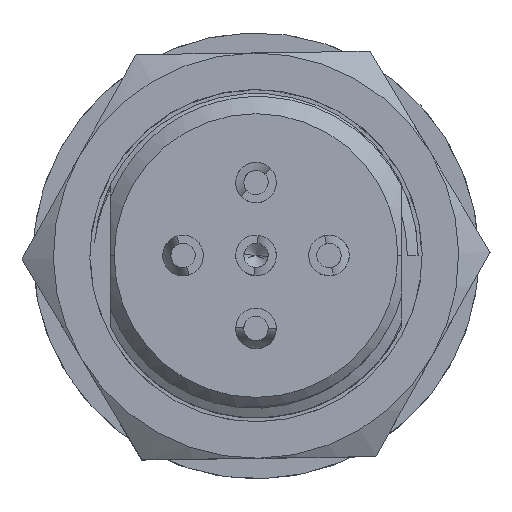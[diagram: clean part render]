
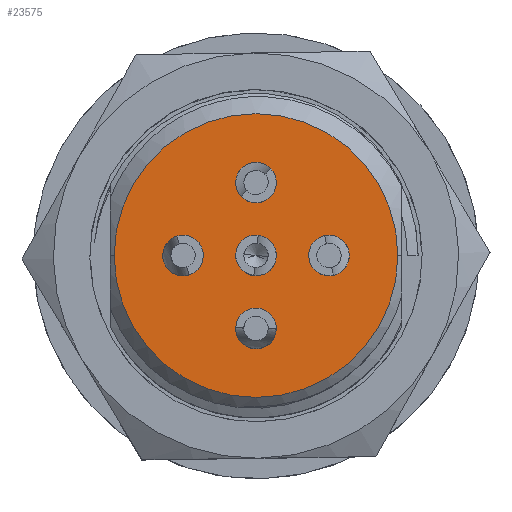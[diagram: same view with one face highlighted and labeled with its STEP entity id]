
A CAD part, top view. The second image highlights one B-rep face of the part: STEP entity #23575.
In plain terms, the highlighted planar face has unit normal (0, 0, 1).
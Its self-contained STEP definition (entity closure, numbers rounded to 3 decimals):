
#667 = CARTESIAN_POINT ( 'NONE',  ( -1.324, 0.154, 0. ) ) ;
#805 = VERTEX_POINT ( 'NONE', #32329 ) ;
#1462 = EDGE_LOOP ( 'NONE', ( #26894, #28291 ) ) ;
#1695 = CARTESIAN_POINT ( 'NONE',  ( 0.339, 1.433, 0. ) ) ;
#1813 = CARTESIAN_POINT ( 'NONE',  ( 1.8, 0., 0. ) ) ;
#1988 = CARTESIAN_POINT ( 'NONE',  ( 0., 1.8, 0. ) ) ;
#2178 = AXIS2_PLACEMENT_3D ( 'NONE', #31258, #10725, #10549 ) ;
#2588 = VERTEX_POINT ( 'NONE', #2825 ) ;
#2744 = AXIS2_PLACEMENT_3D ( 'NONE', #28116, #18263, #27969 ) ;
#2825 = CARTESIAN_POINT ( 'NONE',  ( -0.339, 2.167, 0. ) ) ;
#3008 = FACE_BOUND ( 'NONE', #27054, .T. ) ;
#3339 = EDGE_CURVE ( 'NONE', #10214, #13254, #19600, .T. ) ;
#4060 = EDGE_LOOP ( 'NONE', ( #20945, #12771 ) ) ;
#4348 = CIRCLE ( 'NONE', #18799, 0.5 ) ;
#4902 = ORIENTED_EDGE ( 'NONE', *, *, #26629, .T. ) ;
#5016 = DIRECTION ( 'NONE',  ( 1., 0., 0. ) ) ;
#5317 = CIRCLE ( 'NONE', #24000, 3.5 ) ;
#5813 = AXIS2_PLACEMENT_3D ( 'NONE', #15112, #22923, #25446 ) ;
#6113 = EDGE_CURVE ( 'NONE', #2588, #16010, #9776, .T. ) ;
#6273 = AXIS2_PLACEMENT_3D ( 'NONE', #28768, #24070, #29254 ) ;
#6365 = CIRCLE ( 'NONE', #11708, 0.5 ) ;
#7243 = EDGE_LOOP ( 'NONE', ( #13597, #4902 ) ) ;
#7347 = DIRECTION ( 'NONE',  ( 1., 0., 0. ) ) ;
#8018 = DIRECTION ( 'NONE',  ( 1., 0., 0. ) ) ;
#8610 = ORIENTED_EDGE ( 'NONE', *, *, #13728, .T. ) ;
#8622 = DIRECTION ( 'NONE',  ( 0., 0., -1. ) ) ;
#9107 = VERTEX_POINT ( 'NONE', #24873 ) ;
#9776 = CIRCLE ( 'NONE', #28465, 0.5 ) ;
#9785 = AXIS2_PLACEMENT_3D ( 'NONE', #1988, #17741, #5016 ) ;
#10214 = VERTEX_POINT ( 'NONE', #21490 ) ;
#10508 = ORIENTED_EDGE ( 'NONE', *, *, #27543, .F. ) ;
#10510 = DIRECTION ( 'NONE',  ( 1., 0., 0. ) ) ;
#10532 = AXIS2_PLACEMENT_3D ( 'NONE', #29368, #21646, #22312 ) ;
#10549 = DIRECTION ( 'NONE',  ( 1., 0., 0. ) ) ;
#10725 = DIRECTION ( 'NONE',  ( 0., 0., 1. ) ) ;
#10905 = EDGE_CURVE ( 'NONE', #9107, #18110, #26760, .T. ) ;
#11023 = DIRECTION ( 'NONE',  ( 0., 0., -1. ) ) ;
#11370 = VERTEX_POINT ( 'NONE', #14758 ) ;
#11708 = AXIS2_PLACEMENT_3D ( 'NONE', #28743, #11023, #18224 ) ;
#12199 = EDGE_CURVE ( 'NONE', #18110, #9107, #25793, .T. ) ;
#12368 = EDGE_CURVE ( 'NONE', #16010, #2588, #17828, .T. ) ;
#12771 = ORIENTED_EDGE ( 'NONE', *, *, #3339, .T. ) ;
#13038 = CARTESIAN_POINT ( 'NONE',  ( 0., 0., 0. ) ) ;
#13231 = FACE_BOUND ( 'NONE', #7243, .T. ) ;
#13254 = VERTEX_POINT ( 'NONE', #18493 ) ;
#13597 = ORIENTED_EDGE ( 'NONE', *, *, #14261, .T. ) ;
#13728 = EDGE_CURVE ( 'NONE', #22621, #11370, #16494, .T. ) ;
#13987 = CARTESIAN_POINT ( 'NONE',  ( -1.8, 0., 0. ) ) ;
#14261 = EDGE_CURVE ( 'NONE', #23501, #17107, #6365, .T. ) ;
#14723 = CARTESIAN_POINT ( 'NONE',  ( 0., -1.8, 0. ) ) ;
#14758 = CARTESIAN_POINT ( 'NONE',  ( 2.288, 0.109, 0. ) ) ;
#15112 = CARTESIAN_POINT ( 'NONE',  ( 1.8, 0., 0. ) ) ;
#15270 = EDGE_CURVE ( 'NONE', #13254, #10214, #5317, .T. ) ;
#15885 = AXIS2_PLACEMENT_3D ( 'NONE', #1813, #22556, #7347 ) ;
#16005 = VERTEX_POINT ( 'NONE', #29623 ) ;
#16010 = VERTEX_POINT ( 'NONE', #1695 ) ;
#16494 = CIRCLE ( 'NONE', #5813, 0.5 ) ;
#17061 = ORIENTED_EDGE ( 'NONE', *, *, #25182, .F. ) ;
#17107 = VERTEX_POINT ( 'NONE', #19463 ) ;
#17576 = CARTESIAN_POINT ( 'NONE',  ( 0.016, -1.3, 0. ) ) ;
#17741 = DIRECTION ( 'NONE',  ( 0., 0., 1. ) ) ;
#17828 = CIRCLE ( 'NONE', #9785, 0.5 ) ;
#18110 = VERTEX_POINT ( 'NONE', #17576 ) ;
#18208 = EDGE_LOOP ( 'NONE', ( #8610, #28358 ) ) ;
#18224 = DIRECTION ( 'NONE',  ( 1., 0., 0. ) ) ;
#18263 = DIRECTION ( 'NONE',  ( 0., 0., 1. ) ) ;
#18493 = CARTESIAN_POINT ( 'NONE',  ( -3.5, 0., 0. ) ) ;
#18732 = PLANE ( 'NONE',  #6273 ) ;
#18799 = AXIS2_PLACEMENT_3D ( 'NONE', #13987, #8622, #29354 ) ;
#19463 = CARTESIAN_POINT ( 'NONE',  ( -2.276, -0.154, 0. ) ) ;
#19600 = CIRCLE ( 'NONE', #10532, 3.5 ) ;
#19727 = DIRECTION ( 'NONE',  ( 1., 0., 0. ) ) ;
#19784 = ORIENTED_EDGE ( 'NONE', *, *, #12199, .F. ) ;
#20223 = DIRECTION ( 'NONE',  ( 0., 0., 1. ) ) ;
#20395 = CARTESIAN_POINT ( 'NONE',  ( 0., 1.8, 0. ) ) ;
#20945 = ORIENTED_EDGE ( 'NONE', *, *, #15270, .T. ) ;
#21055 = FACE_BOUND ( 'NONE', #18208, .T. ) ;
#21399 = AXIS2_PLACEMENT_3D ( 'NONE', #25726, #30568, #28064 ) ;
#21490 = CARTESIAN_POINT ( 'NONE',  ( 3.5, 0., 0. ) ) ;
#21646 = DIRECTION ( 'NONE',  ( 0., 0., 1. ) ) ;
#21649 = ORIENTED_EDGE ( 'NONE', *, *, #10905, .F. ) ;
#22312 = DIRECTION ( 'NONE',  ( 1., 0., 0. ) ) ;
#22556 = DIRECTION ( 'NONE',  ( 0., 0., -1. ) ) ;
#22594 = AXIS2_PLACEMENT_3D ( 'NONE', #14723, #20223, #19727 ) ;
#22621 = VERTEX_POINT ( 'NONE', #30570 ) ;
#22923 = DIRECTION ( 'NONE',  ( 0., 0., -1. ) ) ;
#23214 = DIRECTION ( 'NONE',  ( 0., 0., 1. ) ) ;
#23501 = VERTEX_POINT ( 'NONE', #667 ) ;
#23575 = ADVANCED_FACE ( 'NONE', ( #28600, #3008, #23582, #13231, #21055, #31430 ), #18732, .T. ) ;
#23582 = FACE_BOUND ( 'NONE', #29968, .T. ) ;
#24000 = AXIS2_PLACEMENT_3D ( 'NONE', #13038, #23214, #10510 ) ;
#24070 = DIRECTION ( 'NONE',  ( 0., 0., 1. ) ) ;
#24873 = CARTESIAN_POINT ( 'NONE',  ( -0.016, -2.3, 0. ) ) ;
#25182 = EDGE_CURVE ( 'NONE', #805, #16005, #27282, .T. ) ;
#25446 = DIRECTION ( 'NONE',  ( 1., 0., 0. ) ) ;
#25726 = CARTESIAN_POINT ( 'NONE',  ( 0., 0., 0. ) ) ;
#25793 = CIRCLE ( 'NONE', #22594, 0.5 ) ;
#26629 = EDGE_CURVE ( 'NONE', #17107, #23501, #4348, .T. ) ;
#26760 = CIRCLE ( 'NONE', #2744, 0.5 ) ;
#26894 = ORIENTED_EDGE ( 'NONE', *, *, #12368, .F. ) ;
#27054 = EDGE_LOOP ( 'NONE', ( #10508, #17061 ) ) ;
#27282 = CIRCLE ( 'NONE', #21399, 0.5 ) ;
#27543 = EDGE_CURVE ( 'NONE', #16005, #805, #28867, .T. ) ;
#27969 = DIRECTION ( 'NONE',  ( 1., 0., 0. ) ) ;
#28064 = DIRECTION ( 'NONE',  ( 1., 0., 0. ) ) ;
#28116 = CARTESIAN_POINT ( 'NONE',  ( 0., -1.8, 0. ) ) ;
#28291 = ORIENTED_EDGE ( 'NONE', *, *, #6113, .F. ) ;
#28358 = ORIENTED_EDGE ( 'NONE', *, *, #29165, .T. ) ;
#28465 = AXIS2_PLACEMENT_3D ( 'NONE', #20395, #30590, #8018 ) ;
#28600 = FACE_OUTER_BOUND ( 'NONE', #4060, .T. ) ;
#28743 = CARTESIAN_POINT ( 'NONE',  ( -1.8, 0., 0. ) ) ;
#28768 = CARTESIAN_POINT ( 'NONE',  ( -3.63, 3.63, 0. ) ) ;
#28867 = CIRCLE ( 'NONE', #2178, 0.5 ) ;
#29165 = EDGE_CURVE ( 'NONE', #11370, #22621, #31356, .T. ) ;
#29254 = DIRECTION ( 'NONE',  ( 1., 0., 0. ) ) ;
#29354 = DIRECTION ( 'NONE',  ( 1., 0., 0. ) ) ;
#29368 = CARTESIAN_POINT ( 'NONE',  ( 0., 0., 0. ) ) ;
#29623 = CARTESIAN_POINT ( 'NONE',  ( -0.497, 0.052, 0. ) ) ;
#29968 = EDGE_LOOP ( 'NONE', ( #19784, #21649 ) ) ;
#30568 = DIRECTION ( 'NONE',  ( 0., 0., 1. ) ) ;
#30570 = CARTESIAN_POINT ( 'NONE',  ( 1.312, -0.109, 0. ) ) ;
#30590 = DIRECTION ( 'NONE',  ( 0., 0., 1. ) ) ;
#31258 = CARTESIAN_POINT ( 'NONE',  ( 0., 0., 0. ) ) ;
#31356 = CIRCLE ( 'NONE', #15885, 0.5 ) ;
#31430 = FACE_BOUND ( 'NONE', #1462, .T. ) ;
#32329 = CARTESIAN_POINT ( 'NONE',  ( 0.497, -0.052, 0. ) ) ;
